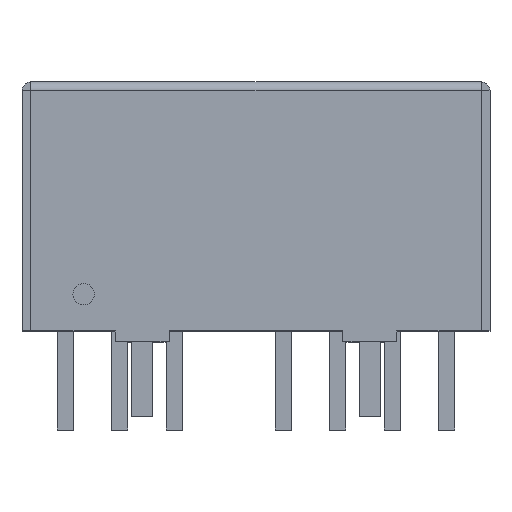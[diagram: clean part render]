
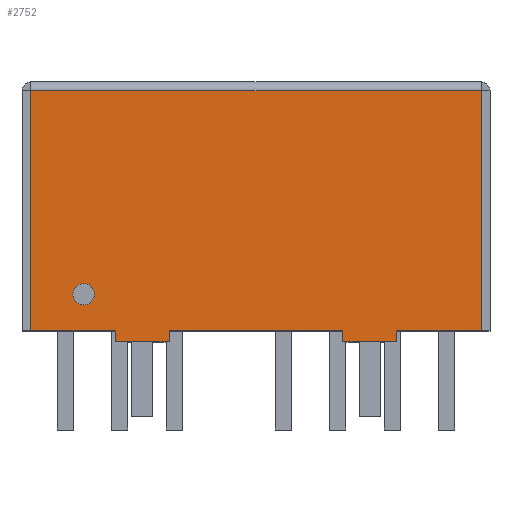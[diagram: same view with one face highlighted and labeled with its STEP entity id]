
A CAD part, top view. The second image highlights one B-rep face of the part: STEP entity #2752.
In plain terms, the highlighted planar face has unit normal (0, 0, 1).
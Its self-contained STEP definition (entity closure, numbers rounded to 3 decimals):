
#21 = VERTEX_POINT ( 'NONE', #2685 ) ;
#43 = LINE ( 'NONE', #2048, #4084 ) ;
#65 = CARTESIAN_POINT ( 'NONE',  ( 0., -5.861, 4.8 ) ) ;
#117 = DIRECTION ( 'NONE',  ( -1., 0., 0. ) ) ;
#165 = ORIENTED_EDGE ( 'NONE', *, *, #263, .F. ) ;
#179 = DIRECTION ( 'NONE',  ( 0., 0., -1. ) ) ;
#182 = ORIENTED_EDGE ( 'NONE', *, *, #3738, .T. ) ;
#198 = CARTESIAN_POINT ( 'NONE',  ( -4.05, -12.1, 4.8 ) ) ;
#222 = CARTESIAN_POINT ( 'NONE',  ( -5.8, -12.1, 4.8 ) ) ;
#226 = CARTESIAN_POINT ( 'NONE',  ( -10.499, 0.155, 4.8 ) ) ;
#234 = ORIENTED_EDGE ( 'NONE', *, *, #631, .F. ) ;
#246 = EDGE_LOOP ( 'NONE', ( #1705, #1948, #5118, #958, #1862, #3684, #749, #3597, #582, #182, #165, #815, #272, #234, #4272, #1006 ) ) ;
#263 = EDGE_CURVE ( 'NONE', #647, #1352, #902, .T. ) ;
#270 = DIRECTION ( 'NONE',  ( -1., 0., 0. ) ) ;
#272 = ORIENTED_EDGE ( 'NONE', *, *, #4186, .T. ) ;
#275 = CARTESIAN_POINT ( 'NONE',  ( 6.55, -12.1, 4.8 ) ) ;
#290 = CARTESIAN_POINT ( 'NONE',  ( -10.499, -11.6, 4.8 ) ) ;
#333 = VECTOR ( 'NONE', #3233, 1000. ) ;
#402 = VECTOR ( 'NONE', #3734, 1000. ) ;
#411 = LINE ( 'NONE', #2353, #800 ) ;
#415 = LINE ( 'NONE', #472, #333 ) ;
#472 = CARTESIAN_POINT ( 'NONE',  ( 10.499, -11.6, 4.8 ) ) ;
#582 = ORIENTED_EDGE ( 'NONE', *, *, #657, .T. ) ;
#612 = VERTEX_POINT ( 'NONE', #290 ) ;
#631 = EDGE_CURVE ( 'NONE', #3227, #1015, #415, .T. ) ;
#647 = VERTEX_POINT ( 'NONE', #1498 ) ;
#657 = EDGE_CURVE ( 'NONE', #5093, #3731, #4026, .T. ) ;
#683 = LINE ( 'NONE', #1409, #2429 ) ;
#749 = ORIENTED_EDGE ( 'NONE', *, *, #2233, .F. ) ;
#800 = VECTOR ( 'NONE', #4681, 1000. ) ;
#815 = ORIENTED_EDGE ( 'NONE', *, *, #3627, .T. ) ;
#836 = VECTOR ( 'NONE', #270, 1000. ) ;
#895 = CARTESIAN_POINT ( 'NONE',  ( 6.55, -12.1, 4.8 ) ) ;
#902 = LINE ( 'NONE', #3562, #3351 ) ;
#919 = CARTESIAN_POINT ( 'NONE',  ( -6.55, -12.1, 4.8 ) ) ;
#929 = CARTESIAN_POINT ( 'NONE',  ( 0., -0.401, 4.8 ) ) ;
#939 = FACE_BOUND ( 'NONE', #4223, .T. ) ;
#944 = DIRECTION ( 'NONE',  ( 0., 0., -1. ) ) ;
#949 = CARTESIAN_POINT ( 'NONE',  ( -8.026, -9.888, 4.8 ) ) ;
#958 = ORIENTED_EDGE ( 'NONE', *, *, #1454, .F. ) ;
#996 = EDGE_CURVE ( 'NONE', #4019, #3227, #1725, .T. ) ;
#1006 = ORIENTED_EDGE ( 'NONE', *, *, #1044, .F. ) ;
#1015 = VERTEX_POINT ( 'NONE', #3245 ) ;
#1044 = EDGE_CURVE ( 'NONE', #3790, #4019, #2056, .T. ) ;
#1048 = VECTOR ( 'NONE', #3854, 1000. ) ;
#1070 = CARTESIAN_POINT ( 'NONE',  ( 10.499, -11.6, 4.8 ) ) ;
#1075 = EDGE_CURVE ( 'NONE', #3993, #3790, #1119, .T. ) ;
#1076 = AXIS2_PLACEMENT_3D ( 'NONE', #949, #179, #2576 ) ;
#1101 = CARTESIAN_POINT ( 'NONE',  ( -10.499, -0.401, 4.8 ) ) ;
#1119 = LINE ( 'NONE', #4551, #1562 ) ;
#1144 = LINE ( 'NONE', #929, #4749 ) ;
#1352 = VERTEX_POINT ( 'NONE', #222 ) ;
#1364 = LINE ( 'NONE', #919, #3422 ) ;
#1401 = VERTEX_POINT ( 'NONE', #1070 ) ;
#1409 = CARTESIAN_POINT ( 'NONE',  ( 10.499, -11.6, 4.8 ) ) ;
#1440 = DIRECTION ( 'NONE',  ( 0., 1., 0. ) ) ;
#1454 = EDGE_CURVE ( 'NONE', #1401, #3078, #683, .T. ) ;
#1468 = CARTESIAN_POINT ( 'NONE',  ( -6.55, -11.6, 4.8 ) ) ;
#1498 = CARTESIAN_POINT ( 'NONE',  ( -4.8, -12.1, 4.8 ) ) ;
#1515 = CARTESIAN_POINT ( 'NONE',  ( 4.8, -12.1, 4.8 ) ) ;
#1562 = VECTOR ( 'NONE', #3084, 1000. ) ;
#1634 = DIRECTION ( 'NONE',  ( 0., 0., 1. ) ) ;
#1639 = DIRECTION ( 'NONE',  ( -1., 0., 0. ) ) ;
#1690 = PLANE ( 'NONE',  #3934 ) ;
#1699 = CARTESIAN_POINT ( 'NONE',  ( -8.526, -9.888, 4.8 ) ) ;
#1705 = ORIENTED_EDGE ( 'NONE', *, *, #1075, .F. ) ;
#1725 = LINE ( 'NONE', #3602, #4628 ) ;
#1830 = VECTOR ( 'NONE', #1440, 1000. ) ;
#1862 = ORIENTED_EDGE ( 'NONE', *, *, #3855, .F. ) ;
#1876 = VECTOR ( 'NONE', #4884, 1000. ) ;
#1945 = EDGE_CURVE ( 'NONE', #3840, #3076, #5107, .T. ) ;
#1948 = ORIENTED_EDGE ( 'NONE', *, *, #4449, .F. ) ;
#2048 = CARTESIAN_POINT ( 'NONE',  ( 10.499, -11.6, 4.8 ) ) ;
#2056 = LINE ( 'NONE', #895, #836 ) ;
#2080 = CARTESIAN_POINT ( 'NONE',  ( -8.026, -9.888, 4.8 ) ) ;
#2135 = LINE ( 'NONE', #4002, #1876 ) ;
#2233 = EDGE_CURVE ( 'NONE', #612, #3413, #4238, .T. ) ;
#2239 = VERTEX_POINT ( 'NONE', #198 ) ;
#2268 = DIRECTION ( 'NONE',  ( -1., 0., 0. ) ) ;
#2353 = CARTESIAN_POINT ( 'NONE',  ( 10.499, -0.401, 4.8 ) ) ;
#2429 = VECTOR ( 'NONE', #2268, 1000. ) ;
#2462 = EDGE_CURVE ( 'NONE', #3076, #3840, #3071, .T. ) ;
#2468 = DIRECTION ( 'NONE',  ( 0., 1., 0. ) ) ;
#2508 = DIRECTION ( 'NONE',  ( 1., 0., 0. ) ) ;
#2558 = LINE ( 'NONE', #4921, #3747 ) ;
#2576 = DIRECTION ( 'NONE',  ( -1., 0., 0. ) ) ;
#2612 = CARTESIAN_POINT ( 'NONE',  ( 10.499, -0.401, 4.8 ) ) ;
#2685 = CARTESIAN_POINT ( 'NONE',  ( 6.55, -12.1, 4.8 ) ) ;
#2744 = EDGE_CURVE ( 'NONE', #5093, #612, #43, .T. ) ;
#2752 = ADVANCED_FACE ( 'NONE', ( #4783, #939 ), #1690, .T. ) ;
#2794 = DIRECTION ( 'NONE',  ( -1., 0., 0. ) ) ;
#2846 = CARTESIAN_POINT ( 'NONE',  ( -6.55, -11.6, 4.8 ) ) ;
#2871 = ORIENTED_EDGE ( 'NONE', *, *, #1945, .T. ) ;
#2966 = DIRECTION ( 'NONE',  ( 0., -1., 0. ) ) ;
#2998 = LINE ( 'NONE', #4629, #1048 ) ;
#3071 = CIRCLE ( 'NONE', #5121, 0.5 ) ;
#3076 = VERTEX_POINT ( 'NONE', #1699 ) ;
#3078 = VERTEX_POINT ( 'NONE', #4060 ) ;
#3084 = DIRECTION ( 'NONE',  ( -1., 0., 0. ) ) ;
#3107 = CARTESIAN_POINT ( 'NONE',  ( -7.526, -9.888, 4.8 ) ) ;
#3227 = VERTEX_POINT ( 'NONE', #3267 ) ;
#3233 = DIRECTION ( 'NONE',  ( -1., 0., 0. ) ) ;
#3234 = DIRECTION ( 'NONE',  ( 1., 0., 0. ) ) ;
#3245 = CARTESIAN_POINT ( 'NONE',  ( -4.05, -11.6, 4.8 ) ) ;
#3267 = CARTESIAN_POINT ( 'NONE',  ( 4.05, -11.6, 4.8 ) ) ;
#3351 = VECTOR ( 'NONE', #2794, 1000. ) ;
#3413 = VERTEX_POINT ( 'NONE', #1101 ) ;
#3422 = VECTOR ( 'NONE', #2508, 1000. ) ;
#3533 = CARTESIAN_POINT ( 'NONE',  ( 5.8, -12.1, 4.8 ) ) ;
#3556 = CARTESIAN_POINT ( 'NONE',  ( 4.05, -12.1, 4.8 ) ) ;
#3562 = CARTESIAN_POINT ( 'NONE',  ( -2.9, -12.1, 4.8 ) ) ;
#3568 = DIRECTION ( 'NONE',  ( 0., -1., 0. ) ) ;
#3583 = ORIENTED_EDGE ( 'NONE', *, *, #2462, .T. ) ;
#3597 = ORIENTED_EDGE ( 'NONE', *, *, #2744, .F. ) ;
#3602 = CARTESIAN_POINT ( 'NONE',  ( 4.05, -12.1, 4.8 ) ) ;
#3627 = EDGE_CURVE ( 'NONE', #647, #2239, #1364, .T. ) ;
#3684 = ORIENTED_EDGE ( 'NONE', *, *, #3796, .T. ) ;
#3731 = VERTEX_POINT ( 'NONE', #4548 ) ;
#3734 = DIRECTION ( 'NONE',  ( -1., 0., 0. ) ) ;
#3738 = EDGE_CURVE ( 'NONE', #3731, #1352, #2998, .T. ) ;
#3747 = VECTOR ( 'NONE', #2966, 1000. ) ;
#3790 = VERTEX_POINT ( 'NONE', #1515 ) ;
#3796 = EDGE_CURVE ( 'NONE', #4078, #3413, #1144, .T. ) ;
#3840 = VERTEX_POINT ( 'NONE', #3107 ) ;
#3854 = DIRECTION ( 'NONE',  ( 1., 0., 0. ) ) ;
#3855 = EDGE_CURVE ( 'NONE', #4078, #1401, #411, .T. ) ;
#3934 = AXIS2_PLACEMENT_3D ( 'NONE', #65, #1634, #3234 ) ;
#3950 = DIRECTION ( 'NONE',  ( -1., 0., 0. ) ) ;
#3993 = VERTEX_POINT ( 'NONE', #3533 ) ;
#4002 = CARTESIAN_POINT ( 'NONE',  ( -4.05, -12.1, 4.8 ) ) ;
#4019 = VERTEX_POINT ( 'NONE', #3556 ) ;
#4026 = LINE ( 'NONE', #2846, #4943 ) ;
#4060 = CARTESIAN_POINT ( 'NONE',  ( 6.55, -11.6, 4.8 ) ) ;
#4078 = VERTEX_POINT ( 'NONE', #2612 ) ;
#4084 = VECTOR ( 'NONE', #117, 1000. ) ;
#4104 = EDGE_CURVE ( 'NONE', #3078, #21, #2558, .T. ) ;
#4151 = LINE ( 'NONE', #275, #402 ) ;
#4186 = EDGE_CURVE ( 'NONE', #2239, #1015, #2135, .T. ) ;
#4223 = EDGE_LOOP ( 'NONE', ( #3583, #2871 ) ) ;
#4238 = LINE ( 'NONE', #226, #1830 ) ;
#4272 = ORIENTED_EDGE ( 'NONE', *, *, #996, .F. ) ;
#4449 = EDGE_CURVE ( 'NONE', #21, #3993, #4151, .T. ) ;
#4548 = CARTESIAN_POINT ( 'NONE',  ( -6.55, -12.1, 4.8 ) ) ;
#4551 = CARTESIAN_POINT ( 'NONE',  ( 2.4, -12.1, 4.8 ) ) ;
#4628 = VECTOR ( 'NONE', #2468, 1000. ) ;
#4629 = CARTESIAN_POINT ( 'NONE',  ( -6.55, -12.1, 4.8 ) ) ;
#4681 = DIRECTION ( 'NONE',  ( 0., -1., 0. ) ) ;
#4749 = VECTOR ( 'NONE', #3950, 1000. ) ;
#4783 = FACE_OUTER_BOUND ( 'NONE', #246, .T. ) ;
#4884 = DIRECTION ( 'NONE',  ( 0., 1., 0. ) ) ;
#4921 = CARTESIAN_POINT ( 'NONE',  ( 6.55, -11.6, 4.8 ) ) ;
#4943 = VECTOR ( 'NONE', #3568, 1000. ) ;
#5093 = VERTEX_POINT ( 'NONE', #1468 ) ;
#5107 = CIRCLE ( 'NONE', #1076, 0.5 ) ;
#5118 = ORIENTED_EDGE ( 'NONE', *, *, #4104, .F. ) ;
#5121 = AXIS2_PLACEMENT_3D ( 'NONE', #2080, #944, #1639 ) ;
